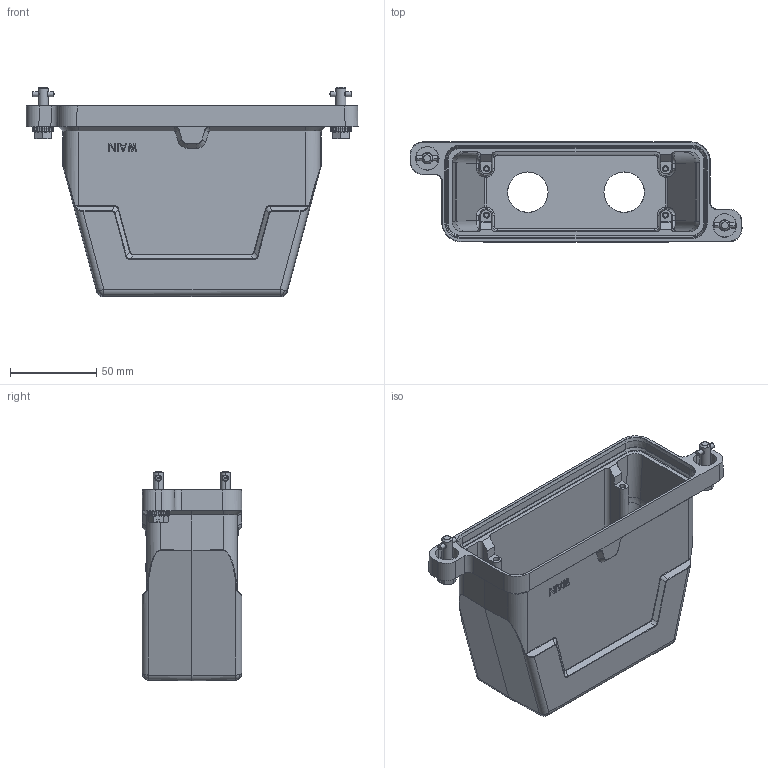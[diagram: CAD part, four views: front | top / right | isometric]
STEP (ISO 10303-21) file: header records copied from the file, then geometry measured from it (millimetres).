
FILE_DESCRIPTION(/* description */ (''),/* implementation_level */ '2;1');
FILE_NAME(/* name */ '3D_1136244405023_HP24B_H-TEH-2T-2M25_V1.1.STP',/* time_stamp */ '2024-01-06T13:35:12+08:00',/* author */ (''),/* organization */ (''),/* preprocessor_version */ 'ST-DEVELOPER v18.1',/* originating_system */ 'SIEMENS PLM Software NX 1980',/* authorisation */ '');
FILE_SCHEMA (('TECHNICAL_DATA_PACKAGING','MODEL_BASED_INTEGRATED_MANUFACTURING_SCHEMA'));
Length unit declared in the file: millimetre
Products named in the file (1): 3D_1136244405023_HP24B_H-TEH-2T-2M25_V1.0_stp
Bounding box: 193 x 58 x 121.95 mm (x, y, z)
Volume: 229651.6 mm3; surface area: 101859.8 mm2
Topology: 1 solids, 5 shells, 816 faces, 2074 edges, 1296 vertices
Faces by surface type: plane 391, cylinder 199, cone 94, bspline 60, torus 48, sphere 24
Entity records: 32347 total; most frequent: CARTESIAN_POINT 14204, ORIENTED_EDGE 4148, DIRECTION 3191, EDGE_CURVE 2074, VERTEX_POINT 1296, AXIS2_PLACEMENT_3D 1095, LINE 1001, VECTOR 1001
